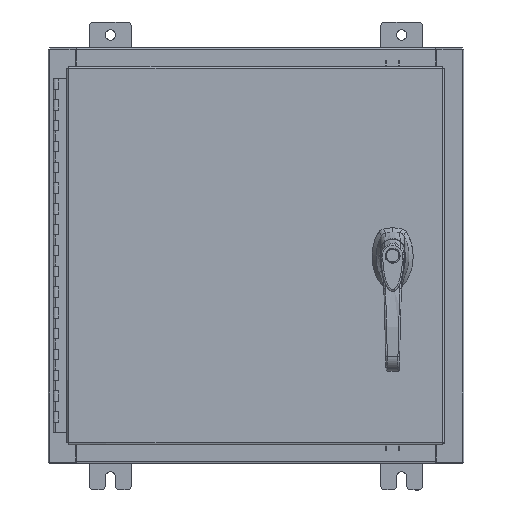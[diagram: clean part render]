
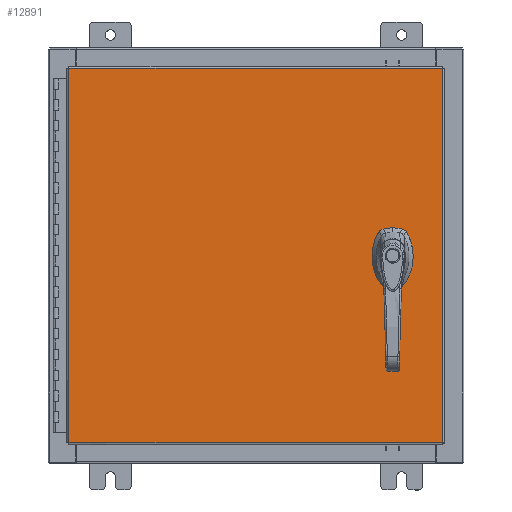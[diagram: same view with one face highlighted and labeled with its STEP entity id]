
A CAD part, top view. The second image highlights one B-rep face of the part: STEP entity #12891.
In plain terms, the highlighted planar face has unit normal (0, 0, 1).
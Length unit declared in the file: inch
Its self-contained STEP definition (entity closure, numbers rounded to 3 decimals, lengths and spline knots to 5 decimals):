
#641 = CIRCLE ( 'NONE', #40320, 0.45 ) ;
#1779 = EDGE_CURVE ( 'NONE', #102428, #89856, #75811, .T. ) ;
#4372 = CARTESIAN_POINT ( 'NONE',  ( -8.9903, -9.0063, 0. ) ) ;
#4500 = DIRECTION ( 'NONE',  ( 0., -1., 0. ) ) ;
#6695 = CARTESIAN_POINT ( 'NONE',  ( 6.981, 0., 0. ) ) ;
#7630 = DIRECTION ( 'NONE',  ( 0., 0., -1. ) ) ;
#7677 = ORIENTED_EDGE ( 'NONE', *, *, #34930, .F. ) ;
#8287 = EDGE_CURVE ( 'NONE', #53046, #21202, #8572, .T. ) ;
#8572 = LINE ( 'NONE', #6695, #73898 ) ;
#10276 = EDGE_CURVE ( 'NONE', #89856, #102428, #53685, .T. ) ;
#11424 = CARTESIAN_POINT ( 'NONE',  ( 6.578, -1.338, 0. ) ) ;
#12587 = ORIENTED_EDGE ( 'NONE', *, *, #21766, .F. ) ;
#12717 = VECTOR ( 'NONE', #81952, 39.37008 ) ;
#12728 = DIRECTION ( 'NONE',  ( 0., -1., 0. ) ) ;
#12891 = ADVANCED_FACE ( 'NONE', ( #78724, #16068, #58715 ), #58672, .F. ) ;
#13499 = DIRECTION ( 'NONE',  ( 0., 0., 1. ) ) ;
#14509 = EDGE_LOOP ( 'NONE', ( #41048, #81556 ) ) ;
#15393 = LINE ( 'NONE', #39525, #12717 ) ;
#16068 = FACE_OUTER_BOUND ( 'NONE', #86107, .T. ) ;
#16416 = CARTESIAN_POINT ( 'NONE',  ( 6.4065, -1.338, 0. ) ) ;
#17820 = DIRECTION ( 'NONE',  ( 0., 0., 1. ) ) ;
#18632 = LINE ( 'NONE', #87246, #101354 ) ;
#18713 = DIRECTION ( 'NONE',  ( 0., 0., 1. ) ) ;
#19064 = VERTEX_POINT ( 'NONE', #40000 ) ;
#19990 = DIRECTION ( 'NONE',  ( 1., 0., 0. ) ) ;
#20027 = ORIENTED_EDGE ( 'NONE', *, *, #38210, .F. ) ;
#20895 = DIRECTION ( 'NONE',  ( -1., 0., 0. ) ) ;
#21202 = VERTEX_POINT ( 'NONE', #98889 ) ;
#21762 = EDGE_CURVE ( 'NONE', #19064, #82320, #15393, .T. ) ;
#21766 = EDGE_CURVE ( 'NONE', #37421, #31855, #80720, .T. ) ;
#22171 = EDGE_CURVE ( 'NONE', #54934, #21202, #64656, .T. ) ;
#23565 = ORIENTED_EDGE ( 'NONE', *, *, #64513, .F. ) ;
#24015 = CARTESIAN_POINT ( 'NONE',  ( 0., 0., 0. ) ) ;
#24514 = VERTEX_POINT ( 'NONE', #65122 ) ;
#24522 = CARTESIAN_POINT ( 'NONE',  ( 0., -0.403, 0. ) ) ;
#26921 = VECTOR ( 'NONE', #27276, 39.37008 ) ;
#27276 = DIRECTION ( 'NONE',  ( 1., 0., 0. ) ) ;
#30233 = VECTOR ( 'NONE', #51435, 39.37008 ) ;
#31855 = VERTEX_POINT ( 'NONE', #82873 ) ;
#31962 = VERTEX_POINT ( 'NONE', #94086 ) ;
#34930 = EDGE_CURVE ( 'NONE', #24514, #31962, #102120, .T. ) ;
#37421 = VERTEX_POINT ( 'NONE', #105302 ) ;
#38210 = EDGE_CURVE ( 'NONE', #31962, #54934, #43042, .T. ) ;
#39525 = CARTESIAN_POINT ( 'NONE',  ( 8.9903, 9.0063, 0. ) ) ;
#39886 = CARTESIAN_POINT ( 'NONE',  ( 6.578, 0., 0. ) ) ;
#40000 = CARTESIAN_POINT ( 'NONE',  ( 8.9903, 9.0063, 0. ) ) ;
#40320 = AXIS2_PLACEMENT_3D ( 'NONE', #69761, #18713, #78343 ) ;
#40501 = ORIENTED_EDGE ( 'NONE', *, *, #73988, .T. ) ;
#40522 = ORIENTED_EDGE ( 'NONE', *, *, #47888, .F. ) ;
#41048 = ORIENTED_EDGE ( 'NONE', *, *, #1779, .F. ) ;
#42497 = EDGE_LOOP ( 'NONE', ( #72935, #104368, #20027, #7677, #40522, #12587, #109366, #23565 ) ) ;
#43042 = LINE ( 'NONE', #24522, #85712 ) ;
#44066 = CARTESIAN_POINT ( 'NONE',  ( 6.77823, -0.403, 0. ) ) ;
#45805 = LINE ( 'NONE', #46572, #91171 ) ;
#46572 = CARTESIAN_POINT ( 'NONE',  ( 0., 0.403, 0. ) ) ;
#47888 = EDGE_CURVE ( 'NONE', #31855, #24514, #18632, .T. ) ;
#48401 = DIRECTION ( 'NONE',  ( 1., 0., 0. ) ) ;
#49574 = LINE ( 'NONE', #61183, #26921 ) ;
#51435 = DIRECTION ( 'NONE',  ( 0., 1., 0. ) ) ;
#52324 = LINE ( 'NONE', #80926, #95043 ) ;
#53046 = VERTEX_POINT ( 'NONE', #99195 ) ;
#53685 = CIRCLE ( 'NONE', #69773, 0.1715 ) ;
#53711 = VERTEX_POINT ( 'NONE', #4372 ) ;
#54012 = CARTESIAN_POINT ( 'NONE',  ( 8.9903, -9.0063, 0. ) ) ;
#54630 = ORIENTED_EDGE ( 'NONE', *, *, #106407, .T. ) ;
#54934 = VERTEX_POINT ( 'NONE', #44066 ) ;
#58598 = CARTESIAN_POINT ( 'NONE',  ( 6.578, -1.338, 0. ) ) ;
#58672 = PLANE ( 'NONE',  #82133 ) ;
#58715 = FACE_BOUND ( 'NONE', #42497, .T. ) ;
#61183 = CARTESIAN_POINT ( 'NONE',  ( -8.9903, -9.0063, 0. ) ) ;
#64059 = CARTESIAN_POINT ( 'NONE',  ( -8.9903, 9.0063, 0. ) ) ;
#64513 = EDGE_CURVE ( 'NONE', #53046, #67317, #641, .T. ) ;
#64547 = CARTESIAN_POINT ( 'NONE',  ( 6.578, 0., 0. ) ) ;
#64656 = CIRCLE ( 'NONE', #96236, 0.45 ) ;
#65122 = CARTESIAN_POINT ( 'NONE',  ( 6.175, -0.20023, 0. ) ) ;
#66318 = EDGE_CURVE ( 'NONE', #67317, #37421, #45805, .T. ) ;
#67246 = DIRECTION ( 'NONE',  ( -1., 0., 0. ) ) ;
#67317 = VERTEX_POINT ( 'NONE', #93698 ) ;
#68617 = EDGE_CURVE ( 'NONE', #106227, #19064, #95599, .T. ) ;
#68845 = CARTESIAN_POINT ( 'NONE',  ( 6.578, 0., 0. ) ) ;
#69761 = CARTESIAN_POINT ( 'NONE',  ( 6.578, 0., 0. ) ) ;
#69773 = AXIS2_PLACEMENT_3D ( 'NONE', #11424, #71030, #19990 ) ;
#71030 = DIRECTION ( 'NONE',  ( 0., 0., 1. ) ) ;
#72935 = ORIENTED_EDGE ( 'NONE', *, *, #8287, .T. ) ;
#73114 = DIRECTION ( 'NONE',  ( 1., 0., 0. ) ) ;
#73898 = VECTOR ( 'NONE', #12728, 39.37008 ) ;
#73988 = EDGE_CURVE ( 'NONE', #53711, #106227, #49574, .T. ) ;
#75811 = CIRCLE ( 'NONE', #108087, 0.1715 ) ;
#77448 = DIRECTION ( 'NONE',  ( 1., 0., 0. ) ) ;
#78343 = DIRECTION ( 'NONE',  ( 1., 0., 0. ) ) ;
#78724 = FACE_BOUND ( 'NONE', #14509, .T. ) ;
#80720 = CIRCLE ( 'NONE', #81176, 0.45 ) ;
#80926 = CARTESIAN_POINT ( 'NONE',  ( -8.9903, 9.0063, 0. ) ) ;
#81176 = AXIS2_PLACEMENT_3D ( 'NONE', #39886, #99507, #48401 ) ;
#81556 = ORIENTED_EDGE ( 'NONE', *, *, #10276, .F. ) ;
#81952 = DIRECTION ( 'NONE',  ( -1., 0., 0. ) ) ;
#82133 = AXIS2_PLACEMENT_3D ( 'NONE', #24015, #7630, #67246 ) ;
#82320 = VERTEX_POINT ( 'NONE', #64059 ) ;
#82873 = CARTESIAN_POINT ( 'NONE',  ( 6.175, 0.20023, 0. ) ) ;
#85712 = VECTOR ( 'NONE', #110008, 39.37008 ) ;
#86107 = EDGE_LOOP ( 'NONE', ( #40501, #110032, #105072, #54630 ) ) ;
#87246 = CARTESIAN_POINT ( 'NONE',  ( 6.175, 0., 0. ) ) ;
#88181 = AXIS2_PLACEMENT_3D ( 'NONE', #68845, #17820, #77448 ) ;
#89574 = CARTESIAN_POINT ( 'NONE',  ( 8.9903, -9.0063, 0. ) ) ;
#89856 = VERTEX_POINT ( 'NONE', #16416 ) ;
#91171 = VECTOR ( 'NONE', #20895, 39.37008 ) ;
#93698 = CARTESIAN_POINT ( 'NONE',  ( 6.77823, 0.403, 0. ) ) ;
#94086 = CARTESIAN_POINT ( 'NONE',  ( 6.37777, -0.403, 0. ) ) ;
#95043 = VECTOR ( 'NONE', #4500, 39.37008 ) ;
#95599 = LINE ( 'NONE', #54012, #30233 ) ;
#95818 = DIRECTION ( 'NONE',  ( 0., -1., 0. ) ) ;
#96229 = DIRECTION ( 'NONE',  ( 1., 0., 0. ) ) ;
#96236 = AXIS2_PLACEMENT_3D ( 'NONE', #64547, #13499, #73114 ) ;
#98889 = CARTESIAN_POINT ( 'NONE',  ( 6.981, -0.20023, 0. ) ) ;
#99195 = CARTESIAN_POINT ( 'NONE',  ( 6.981, 0.20023, 0. ) ) ;
#99507 = DIRECTION ( 'NONE',  ( 0., 0., 1. ) ) ;
#101354 = VECTOR ( 'NONE', #95818, 39.37008 ) ;
#102120 = CIRCLE ( 'NONE', #88181, 0.45 ) ;
#102428 = VERTEX_POINT ( 'NONE', #107447 ) ;
#104368 = ORIENTED_EDGE ( 'NONE', *, *, #22171, .F. ) ;
#105072 = ORIENTED_EDGE ( 'NONE', *, *, #21762, .T. ) ;
#105302 = CARTESIAN_POINT ( 'NONE',  ( 6.37777, 0.403, 0. ) ) ;
#105589 = DIRECTION ( 'NONE',  ( 0., 0., 1. ) ) ;
#106227 = VERTEX_POINT ( 'NONE', #89574 ) ;
#106407 = EDGE_CURVE ( 'NONE', #82320, #53711, #52324, .T. ) ;
#107447 = CARTESIAN_POINT ( 'NONE',  ( 6.7495, -1.338, 0. ) ) ;
#108087 = AXIS2_PLACEMENT_3D ( 'NONE', #58598, #105589, #96229 ) ;
#109366 = ORIENTED_EDGE ( 'NONE', *, *, #66318, .F. ) ;
#110008 = DIRECTION ( 'NONE',  ( 1., 0., 0. ) ) ;
#110032 = ORIENTED_EDGE ( 'NONE', *, *, #68617, .T. ) ;
